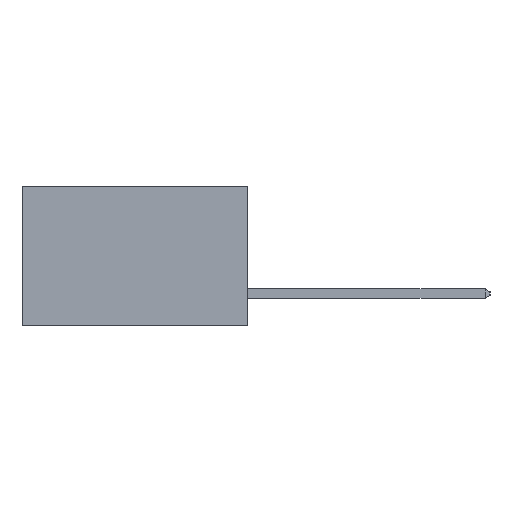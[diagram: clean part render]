
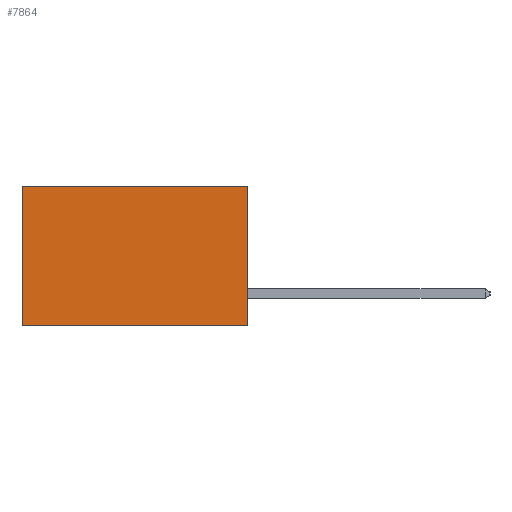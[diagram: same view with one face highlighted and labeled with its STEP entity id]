
A CAD part, left-side view. The second image highlights one B-rep face of the part: STEP entity #7864.
In plain terms, the highlighted planar face has unit normal (-1, 0, 0).
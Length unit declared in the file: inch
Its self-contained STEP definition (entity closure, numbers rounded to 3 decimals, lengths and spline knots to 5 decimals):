
#316 = FACE_OUTER_BOUND ( 'NONE', #2980, .T. ) ;
#687 = VECTOR ( 'NONE', #3200, 39.37008 ) ;
#1439 = ORIENTED_EDGE ( 'NONE', *, *, #17721, .F. ) ;
#1847 = DIRECTION ( 'NONE',  ( 0., 1., 0. ) ) ;
#1897 = DIRECTION ( 'NONE',  ( 1., 0., 0. ) ) ;
#2028 = PLANE ( 'NONE',  #7889 ) ;
#2980 = EDGE_LOOP ( 'NONE', ( #12988, #1439, #12394, #17110 ) ) ;
#3017 = DIRECTION ( 'NONE',  ( 0., 0., -1. ) ) ;
#3200 = DIRECTION ( 'NONE',  ( 0., 0., -1. ) ) ;
#4199 = DIRECTION ( 'NONE',  ( 0., 1., 0. ) ) ;
#4378 = VECTOR ( 'NONE', #1847, 39.37008 ) ;
#4413 = LINE ( 'NONE', #17270, #16945 ) ;
#4535 = EDGE_CURVE ( 'NONE', #15462, #8761, #13131, .T. ) ;
#4587 = VERTEX_POINT ( 'NONE', #14273 ) ;
#4678 = LINE ( 'NONE', #14422, #21038 ) ;
#5564 = CARTESIAN_POINT ( 'NONE',  ( 0.298, 0., 0. ) ) ;
#6146 = VERTEX_POINT ( 'NONE', #7308 ) ;
#6247 = CARTESIAN_POINT ( 'NONE',  ( 0.298, 0.6, 0. ) ) ;
#6630 = EDGE_CURVE ( 'NONE', #15462, #6146, #4678, .T. ) ;
#7308 = CARTESIAN_POINT ( 'NONE',  ( 0.298, 0., -0.37 ) ) ;
#7864 = ADVANCED_FACE ( 'NONE', ( #316 ), #2028, .F. ) ;
#7889 = AXIS2_PLACEMENT_3D ( 'NONE', #15144, #1897, #3017 ) ;
#8761 = VERTEX_POINT ( 'NONE', #6247 ) ;
#9966 = DIRECTION ( 'NONE',  ( 0., 0., -1. ) ) ;
#12394 = ORIENTED_EDGE ( 'NONE', *, *, #6630, .F. ) ;
#12988 = ORIENTED_EDGE ( 'NONE', *, *, #16010, .T. ) ;
#13131 = LINE ( 'NONE', #5564, #4378 ) ;
#13768 = LINE ( 'NONE', #19468, #687 ) ;
#14273 = CARTESIAN_POINT ( 'NONE',  ( 0.298, 0.6, -0.37 ) ) ;
#14422 = CARTESIAN_POINT ( 'NONE',  ( 0.298, 0., 0. ) ) ;
#15144 = CARTESIAN_POINT ( 'NONE',  ( 0.298, 0., 0. ) ) ;
#15462 = VERTEX_POINT ( 'NONE', #18708 ) ;
#16010 = EDGE_CURVE ( 'NONE', #8761, #4587, #13768, .T. ) ;
#16945 = VECTOR ( 'NONE', #4199, 39.37008 ) ;
#17110 = ORIENTED_EDGE ( 'NONE', *, *, #4535, .T. ) ;
#17270 = CARTESIAN_POINT ( 'NONE',  ( 0.298, 0., -0.37 ) ) ;
#17721 = EDGE_CURVE ( 'NONE', #6146, #4587, #4413, .T. ) ;
#18708 = CARTESIAN_POINT ( 'NONE',  ( 0.298, 0., 0. ) ) ;
#19468 = CARTESIAN_POINT ( 'NONE',  ( 0.298, 0.6, 0. ) ) ;
#21038 = VECTOR ( 'NONE', #9966, 39.37008 ) ;
